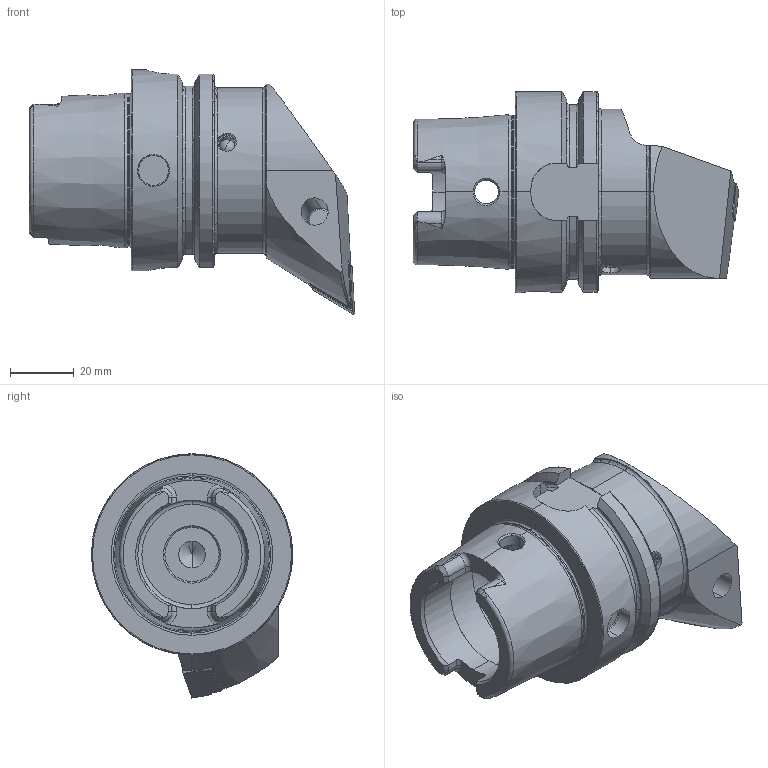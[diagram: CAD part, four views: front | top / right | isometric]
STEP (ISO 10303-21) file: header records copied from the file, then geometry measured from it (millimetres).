
FILE_DESCRIPTION (( 'STEP AP203' ), '1' );
FILE_NAME ('HA6-PDF.RUA.070.STEP', '2012-04-13T11:51:35', ( 'SwiAdmin' ), ( '' ), 'SwSTEP 2.0', 'SolidWorks 2012', '' );
FILE_SCHEMA (( 'CONFIG_CONTROL_DESIGN' ));
Length unit declared in the file: millimetre
Products named in the file (8): HA6-PDF.RUA.070; WDF-ER2.101.003_A; WCD-ER4.101.017_A; WCD-ER1.101.000; WDF-ER3.101.000_A; DNMG150604; KVT_MB_600_060; HA6-PDF.RUA.070_A
Assembly tree (7 placements, depth 2):
  HA6-PDF.RUA.070
    HA6-PDF.RUA.070_A
    KVT_MB_600_060
    DNMG150604
    WDF-ER3.101.000_A
    WCD-ER1.101.000
    WCD-ER4.101.017_A
    WDF-ER2.101.003_A
Bounding box: 101.9 x 63 x 76.5 mm (x, y, z)
Volume: 145601.8 mm3; surface area: 33505.3 mm2
Topology: 8 solids, 8 shells, 374 faces, 945 edges, 576 vertices
Faces by surface type: plane 117, cylinder 100, cone 95, torus 43, bspline 17, sphere 2
Entity records: 13672 total; most frequent: CARTESIAN_POINT 4225, ORIENTED_EDGE 1856, DIRECTION 1754, EDGE_CURVE 928, AXIS2_PLACEMENT_3D 684, VERTEX_POINT 573, EDGE_LOOP 393, LINE 386
